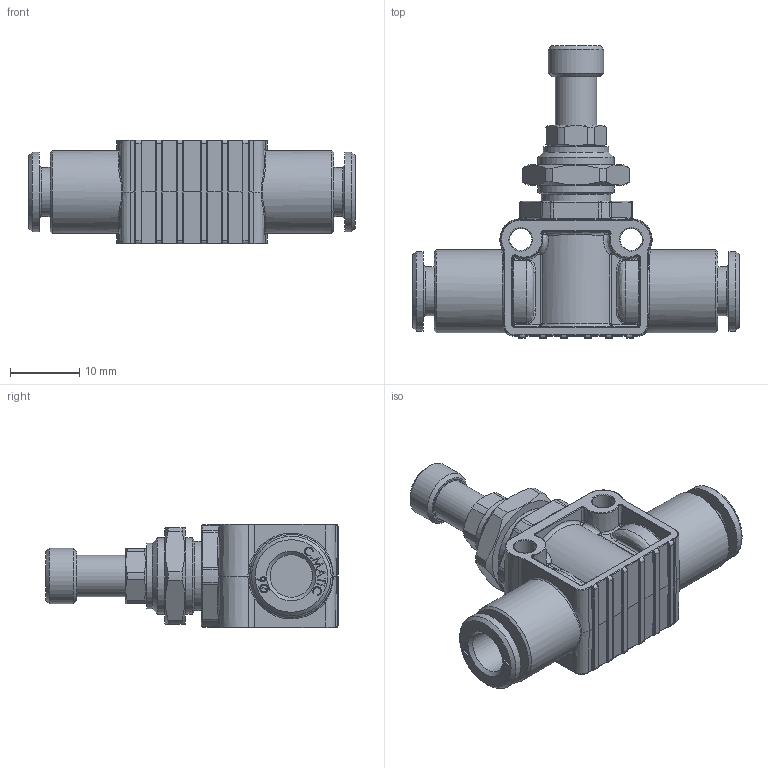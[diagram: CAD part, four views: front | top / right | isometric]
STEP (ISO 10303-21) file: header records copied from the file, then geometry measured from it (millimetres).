
FILE_DESCRIPTION( ( 'STEP AP214' ), '1' );
FILE_NAME( 'psolqas_17280_6.stp', '2020-12-01T16:34:38', ( 'License CC BY-ND 4.0' ), ( 'CADENAS' ), ' ', 'PARTsolutions', ' ' );
FILE_SCHEMA( ( 'AUTOMOTIVE_DESIGN { 1 0 10303 214 1 1 1 1 }' ) );
Length unit declared in the file: metre
Products named in the file (1): NONE
Bounding box: 47.4 x 42.31 x 15 mm (x, y, z)
Volume: 7796.4 mm3; surface area: 5282.1 mm2
Topology: 1 solids, 5 shells, 796 faces, 1957 edges, 1189 vertices
Faces by surface type: bspline 320, plane 237, cylinder 193, cone 46
Full cylindrical faces by diameter (mm): 3.2 x2, 6 x1, 6.15 x2, 6.4 x1, 7.1 x2, 8 x1, 9.5 x1, 10 x1, 11 x2, 11.5 x2, 12 x2
Entity records: 55380 total; most frequent: CARTESIAN_POINT 33196, ORIENTED_EDGE 3776, DIRECTION 2346, EDGE_CURVE 1888, VERTEX_POINT 1185, EDGE_LOOP 883, FACE_OUTER_BOUND 813, STYLED_ITEM 796
